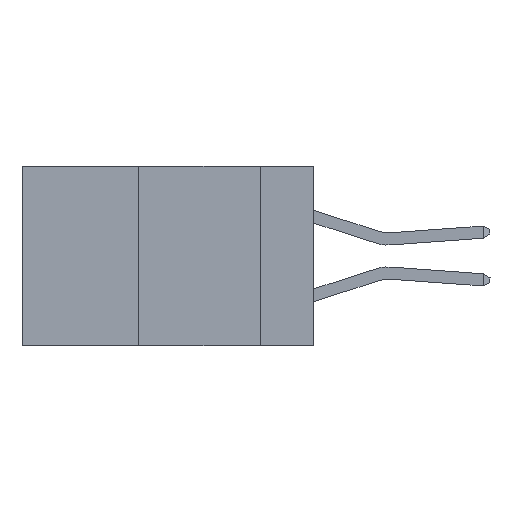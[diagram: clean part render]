
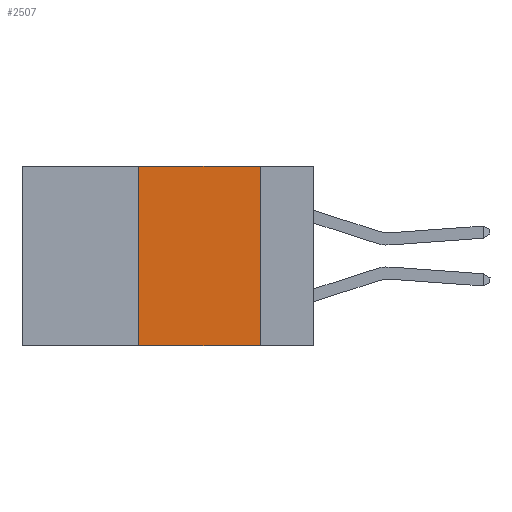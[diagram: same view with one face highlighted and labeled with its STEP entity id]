
A CAD part, left-side view. The second image highlights one B-rep face of the part: STEP entity #2507.
In plain terms, the highlighted planar face has unit normal (-1, 0, 0).
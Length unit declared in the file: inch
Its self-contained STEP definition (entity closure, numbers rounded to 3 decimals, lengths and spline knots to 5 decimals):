
#152 = ORIENTED_EDGE ( 'NONE', *, *, #374, .F. ) ;
#296 = VERTEX_POINT ( 'NONE', #461 ) ;
#374 = EDGE_CURVE ( 'NONE', #5899, #6561, #10307, .T. ) ;
#413 = ORIENTED_EDGE ( 'NONE', *, *, #590, .F. ) ;
#461 = CARTESIAN_POINT ( 'NONE',  ( 0., 0.36, 0. ) ) ;
#590 = EDGE_CURVE ( 'NONE', #296, #5899, #8020, .T. ) ;
#1628 = DIRECTION ( 'NONE',  ( 0., -1., 0. ) ) ;
#2149 = VECTOR ( 'NONE', #11964, 39.37008 ) ;
#2413 = FACE_OUTER_BOUND ( 'NONE', #10787, .T. ) ;
#2507 = ADVANCED_FACE ( 'NONE', ( #2413 ), #4519, .F. ) ;
#3253 = LINE ( 'NONE', #11483, #8437 ) ;
#3493 = DIRECTION ( 'NONE',  ( 0., -1., 0. ) ) ;
#3582 = EDGE_CURVE ( 'NONE', #9606, #6561, #3253, .T. ) ;
#4247 = CARTESIAN_POINT ( 'NONE',  ( 0., 0.11, 0. ) ) ;
#4519 = PLANE ( 'NONE',  #14144 ) ;
#5532 = EDGE_CURVE ( 'NONE', #9606, #296, #6180, .T. ) ;
#5560 = CARTESIAN_POINT ( 'NONE',  ( 0., 0.6, 0. ) ) ;
#5663 = DIRECTION ( 'NONE',  ( 1., 0., 0. ) ) ;
#5747 = CARTESIAN_POINT ( 'NONE',  ( 0., 0.11, 0. ) ) ;
#5899 = VERTEX_POINT ( 'NONE', #5747 ) ;
#5964 = CARTESIAN_POINT ( 'NONE',  ( 0., 0.36, -0.37 ) ) ;
#6180 = LINE ( 'NONE', #6917, #8059 ) ;
#6561 = VERTEX_POINT ( 'NONE', #14113 ) ;
#6917 = CARTESIAN_POINT ( 'NONE',  ( 0., 0.36, 0. ) ) ;
#8020 = LINE ( 'NONE', #8918, #9064 ) ;
#8059 = VECTOR ( 'NONE', #13572, 39.37008 ) ;
#8437 = VECTOR ( 'NONE', #1628, 39.37008 ) ;
#8918 = CARTESIAN_POINT ( 'NONE',  ( 0., 0.6, 0. ) ) ;
#9064 = VECTOR ( 'NONE', #3493, 39.37008 ) ;
#9606 = VERTEX_POINT ( 'NONE', #5964 ) ;
#9783 = ORIENTED_EDGE ( 'NONE', *, *, #3582, .T. ) ;
#10307 = LINE ( 'NONE', #4247, #2149 ) ;
#10787 = EDGE_LOOP ( 'NONE', ( #152, #413, #12262, #9783 ) ) ;
#11483 = CARTESIAN_POINT ( 'NONE',  ( 0., 0.6, -0.37 ) ) ;
#11964 = DIRECTION ( 'NONE',  ( 0., 0., -1. ) ) ;
#12262 = ORIENTED_EDGE ( 'NONE', *, *, #5532, .F. ) ;
#13466 = DIRECTION ( 'NONE',  ( 0., 0., -1. ) ) ;
#13572 = DIRECTION ( 'NONE',  ( 0., 0., 1. ) ) ;
#14113 = CARTESIAN_POINT ( 'NONE',  ( 0., 0.11, -0.37 ) ) ;
#14144 = AXIS2_PLACEMENT_3D ( 'NONE', #5560, #5663, #13466 ) ;
